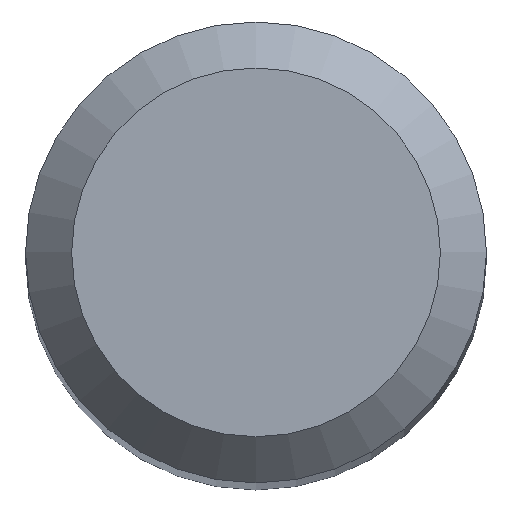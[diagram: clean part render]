
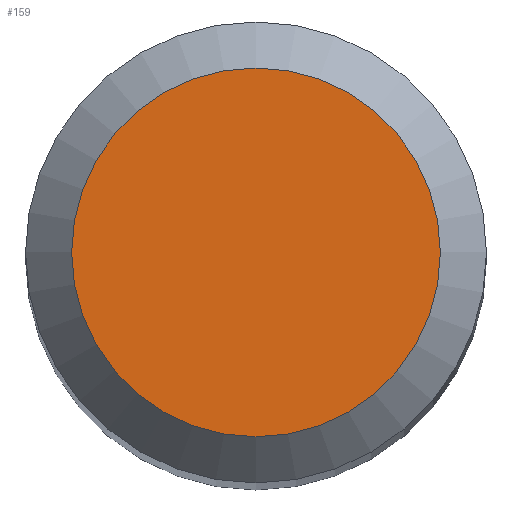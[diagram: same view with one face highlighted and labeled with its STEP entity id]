
A CAD part, top view. The second image highlights one B-rep face of the part: STEP entity #159.
In plain terms, the highlighted planar face has unit normal (0, 0, 1).
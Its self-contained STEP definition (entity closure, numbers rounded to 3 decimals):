
#25 = PLANE ( 'NONE',  #140 ) ;
#58 = ORIENTED_EDGE ( 'NONE', *, *, #66, .F. ) ;
#60 = AXIS2_PLACEMENT_3D ( 'NONE', #187, #125, #69 ) ;
#66 = EDGE_CURVE ( 'NONE', #196, #196, #119, .T. ) ;
#69 = DIRECTION ( 'NONE',  ( 0., 1., 0. ) ) ;
#72 = FACE_OUTER_BOUND ( 'NONE', #105, .T. ) ;
#98 = CARTESIAN_POINT ( 'NONE',  ( 0., 0., 30. ) ) ;
#101 = CARTESIAN_POINT ( 'NONE',  ( 0., 0.8, 30. ) ) ;
#105 = EDGE_LOOP ( 'NONE', ( #58 ) ) ;
#119 = CIRCLE ( 'NONE', #60, 0.8 ) ;
#125 = DIRECTION ( 'NONE',  ( 0., 0., -1. ) ) ;
#140 = AXIS2_PLACEMENT_3D ( 'NONE', #98, #229, #150 ) ;
#150 = DIRECTION ( 'NONE',  ( 0., 1., 0. ) ) ;
#159 = ADVANCED_FACE ( 'NONE', ( #72 ), #25, .F. ) ;
#187 = CARTESIAN_POINT ( 'NONE',  ( 0., 0., 30. ) ) ;
#196 = VERTEX_POINT ( 'NONE', #101 ) ;
#229 = DIRECTION ( 'NONE',  ( 0., 0., -1. ) ) ;
